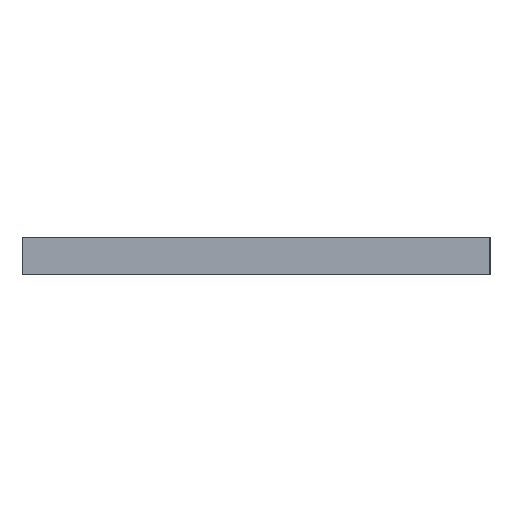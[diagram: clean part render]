
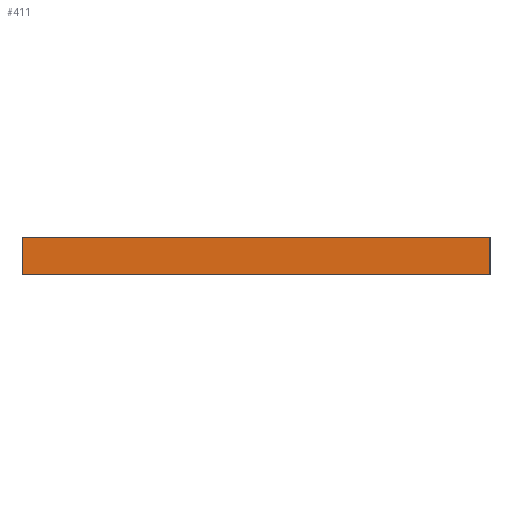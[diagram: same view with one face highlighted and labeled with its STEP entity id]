
A CAD part, left-side view. The second image highlights one B-rep face of the part: STEP entity #411.
In plain terms, the highlighted planar face has unit normal (-1, 0, 0).
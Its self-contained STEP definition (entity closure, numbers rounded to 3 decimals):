
#7 = EDGE_CURVE ( 'NONE', #198, #607, #516, .T. ) ;
#14 = DIRECTION ( 'NONE',  ( 0., 0., -1. ) ) ;
#15 = VECTOR ( 'NONE', #613, 1000. ) ;
#16 = ORIENTED_EDGE ( 'NONE', *, *, #384, .T. ) ;
#50 = CARTESIAN_POINT ( 'NONE',  ( -157.5, 37., 6. ) ) ;
#55 = PLANE ( 'NONE',  #637 ) ;
#154 = CARTESIAN_POINT ( 'NONE',  ( -157.5, 37., 0. ) ) ;
#184 = FACE_OUTER_BOUND ( 'NONE', #738, .T. ) ;
#198 = VERTEX_POINT ( 'NONE', #154 ) ;
#219 = DIRECTION ( 'NONE',  ( 0., -1., 0. ) ) ;
#222 = CARTESIAN_POINT ( 'NONE',  ( -157.5, -37., 6. ) ) ;
#271 = VECTOR ( 'NONE', #219, 1000. ) ;
#276 = EDGE_CURVE ( 'NONE', #334, #796, #706, .T. ) ;
#282 = CARTESIAN_POINT ( 'NONE',  ( -157.5, 37., 0. ) ) ;
#329 = LINE ( 'NONE', #662, #487 ) ;
#334 = VERTEX_POINT ( 'NONE', #683 ) ;
#363 = VECTOR ( 'NONE', #634, 1000. ) ;
#384 = EDGE_CURVE ( 'NONE', #334, #198, #728, .T. ) ;
#411 = ADVANCED_FACE ( 'NONE', ( #184 ), #55, .F. ) ;
#449 = CARTESIAN_POINT ( 'NONE',  ( -157.5, 37., 6. ) ) ;
#487 = VECTOR ( 'NONE', #14, 1000. ) ;
#514 = DIRECTION ( 'NONE',  ( 1., 0., 0. ) ) ;
#516 = LINE ( 'NONE', #282, #15 ) ;
#575 = DIRECTION ( 'NONE',  ( 0., 0., -1. ) ) ;
#596 = CARTESIAN_POINT ( 'NONE',  ( -157.5, -37., 0. ) ) ;
#607 = VERTEX_POINT ( 'NONE', #596 ) ;
#613 = DIRECTION ( 'NONE',  ( 0., -1., 0. ) ) ;
#628 = CARTESIAN_POINT ( 'NONE',  ( -157.5, 37., 6. ) ) ;
#632 = ORIENTED_EDGE ( 'NONE', *, *, #7, .T. ) ;
#634 = DIRECTION ( 'NONE',  ( 0., 0., -1. ) ) ;
#637 = AXIS2_PLACEMENT_3D ( 'NONE', #50, #514, #575 ) ;
#653 = EDGE_CURVE ( 'NONE', #796, #607, #329, .T. ) ;
#662 = CARTESIAN_POINT ( 'NONE',  ( -157.5, -37., 6. ) ) ;
#683 = CARTESIAN_POINT ( 'NONE',  ( -157.5, 37., 6. ) ) ;
#706 = LINE ( 'NONE', #628, #271 ) ;
#728 = LINE ( 'NONE', #449, #363 ) ;
#738 = EDGE_LOOP ( 'NONE', ( #632, #785, #745, #16 ) ) ;
#745 = ORIENTED_EDGE ( 'NONE', *, *, #276, .F. ) ;
#785 = ORIENTED_EDGE ( 'NONE', *, *, #653, .F. ) ;
#796 = VERTEX_POINT ( 'NONE', #222 ) ;
